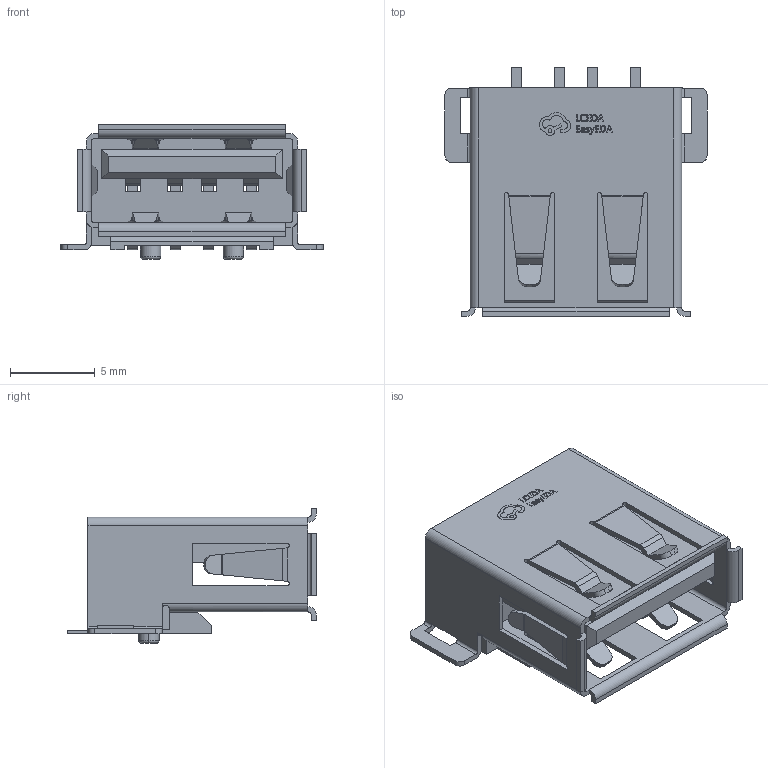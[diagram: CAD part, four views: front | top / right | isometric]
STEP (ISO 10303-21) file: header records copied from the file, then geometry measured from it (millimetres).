
FILE_DESCRIPTION (( 'STEP AP214' ), '1' );
FILE_NAME ('USB-A-SMD_USB-M-32.step', '2022-09-19T03:26:35', ( '' ), ( '' ), 'SwSTEP 2.0', 'SolidWorks 2020', '' );
FILE_SCHEMA (( 'AUTOMOTIVE_DESIGN' ));
Length unit declared in the file: millimetre
Products named in the file (1): USB-A-SMD_USB-M-32
Bounding box: 15.5 x 14.7 x 7.95 mm (x, y, z)
Volume: 549.8 mm3; surface area: 1752.8 mm2
Topology: 9 solids, 9 shells, 746 faces, 1974 edges, 1254 vertices
Faces by surface type: plane 492, cylinder 152, bspline 98, torus 4
Entity records: 31572 total; most frequent: CARTESIAN_POINT 5589, ORIENTED_EDGE 3948, DIRECTION 3198, EDGE_CURVE 1974, LINE 1448, VECTOR 1448, VERTEX_POINT 1254, AXIS2_PLACEMENT_3D 875
